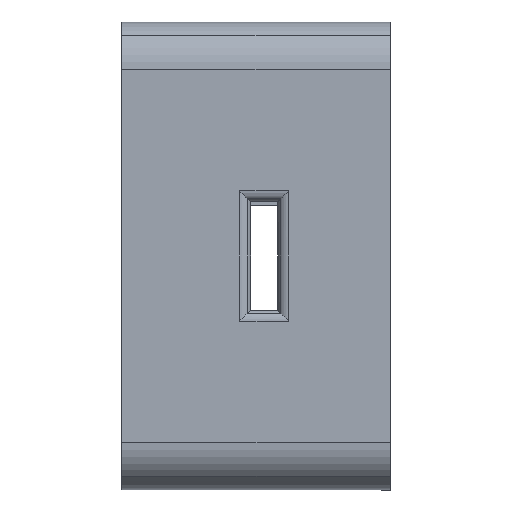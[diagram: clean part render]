
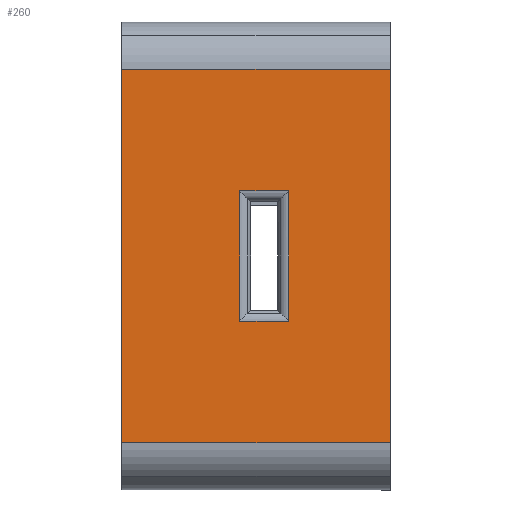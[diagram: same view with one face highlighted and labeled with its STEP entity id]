
A CAD part, left-side view. The second image highlights one B-rep face of the part: STEP entity #260.
In plain terms, the highlighted planar face has unit normal (-1, 0, 0).
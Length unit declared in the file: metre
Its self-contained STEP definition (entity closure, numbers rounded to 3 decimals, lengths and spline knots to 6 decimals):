
#260=ADVANCED_FACE('9:1700',(#827,#828),#829,.T.);
#827=FACE_OUTER_BOUND('',#1743,.T.);
#828=FACE_BOUND('',#1744,.T.);
#829=PLANE('',#1745);
#1743=EDGE_LOOP('',(#4218,#4219,#4220,#4221));
#1744=EDGE_LOOP('',(#4222,#4223,#4224,#4225));
#1745=AXIS2_PLACEMENT_3D('',#4226,#4227,#4228);
#4218=ORIENTED_EDGE('',*,*,#5868,.F.);
#4219=ORIENTED_EDGE('',*,*,#6259,.T.);
#4220=ORIENTED_EDGE('',*,*,#6260,.F.);
#4221=ORIENTED_EDGE('',*,*,#6147,.T.);
#4222=ORIENTED_EDGE('',*,*,#6261,.T.);
#4223=ORIENTED_EDGE('',*,*,#5686,.F.);
#4224=ORIENTED_EDGE('',*,*,#5690,.F.);
#4225=ORIENTED_EDGE('',*,*,#5693,.F.);
#4226=CARTESIAN_POINT('',(-0.01923,0.039064,0.021274));
#4227=DIRECTION('',(-1.0,0.,0.));
#4228=DIRECTION('',(0.,0.,-1.0));
#5686=EDGE_CURVE('3:15350',#6657,#6659,#6660,.T.);
#5690=EDGE_CURVE('3:15164',#6664,#6657,#6666,.T.);
#5693=EDGE_CURVE('3:15409',#6668,#6664,#6670,.T.);
#5868=EDGE_CURVE('1:585',#7005,#7007,#7008,.T.);
#6147=EDGE_CURVE('1:226',#7465,#7007,#7466,.F.);
#6259=EDGE_CURVE('1:229',#7005,#7653,#7654,.T.);
#6260=EDGE_CURVE('1:549',#7465,#7653,#7655,.T.);
#6261=EDGE_CURVE('3:13601',#6668,#6659,#7656,.T.);
#6657=VERTEX_POINT('',#8201);
#6659=VERTEX_POINT('',#8203);
#6660=LINE('',#8204,#8205);
#6664=VERTEX_POINT('',#8210);
#6666=LINE('',#8212,#8213);
#6668=VERTEX_POINT('',#8216);
#6670=LINE('',#8218,#8219);
#7005=VERTEX_POINT('',#8640);
#7007=VERTEX_POINT('',#8642);
#7008=LINE('',#8643,#8644);
#7465=VERTEX_POINT('',#9388);
#7466=LINE('',#9389,#9390);
#7653=VERTEX_POINT('',#9701);
#7654=LINE('',#9702,#9703);
#7655=LINE('',#9704,#9705);
#7656=LINE('',#9706,#9707);
#8201=CARTESIAN_POINT('',(-0.01923,0.021664,0.011674));
#8203=CARTESIAN_POINT('',(-0.01923,0.014464,0.011674));
#8204=CARTESIAN_POINT('',(-0.01923,0.029564,0.011674));
#8205=VECTOR('',#10549,1.0);
#8210=CARTESIAN_POINT('',(-0.01923,0.021664,0.030874));
#8212=CARTESIAN_POINT('',(-0.01923,0.021664,0.021274));
#8213=VECTOR('',#10557,1.0);
#8216=CARTESIAN_POINT('',(-0.01923,0.014464,0.030874));
#8218=CARTESIAN_POINT('',(-0.01923,0.029564,0.030874));
#8219=VECTOR('',#10562,1.0);
#8640=CARTESIAN_POINT('',(-0.01923,0.039064,0.048774));
#8642=CARTESIAN_POINT('',(-0.01923,-0.000536,0.048774));
#8643=CARTESIAN_POINT('',(-0.01923,0.039064,0.048774));
#8644=VECTOR('',#10946,1.0);
#9388=CARTESIAN_POINT('',(-0.01923,-0.000536,-0.006226));
#9389=CARTESIAN_POINT('',(-0.01923,-0.000536,0.021274));
#9390=VECTOR('',#11255,1.0);
#9701=CARTESIAN_POINT('',(-0.01923,0.039064,-0.006226));
#9702=CARTESIAN_POINT('',(-0.01923,0.039064,0.021274));
#9703=VECTOR('',#11410,1.0);
#9704=CARTESIAN_POINT('',(-0.01923,0.039064,-0.006226));
#9705=VECTOR('',#11411,1.0);
#9706=CARTESIAN_POINT('',(-0.01923,0.014464,0.021274));
#9707=VECTOR('',#11412,1.0);
#10549=DIRECTION('',(0.,-1.0,0.));
#10557=DIRECTION('',(0.,0.,-1.0));
#10562=DIRECTION('',(0.,1.0,0.));
#10946=DIRECTION('',(0.,-1.0,0.));
#11255=DIRECTION('',(0.,0.,-1.0));
#11410=DIRECTION('',(0.,0.,-1.0));
#11411=DIRECTION('',(0.0,1.0,0.));
#11412=DIRECTION('',(0.,0.,-1.0));
